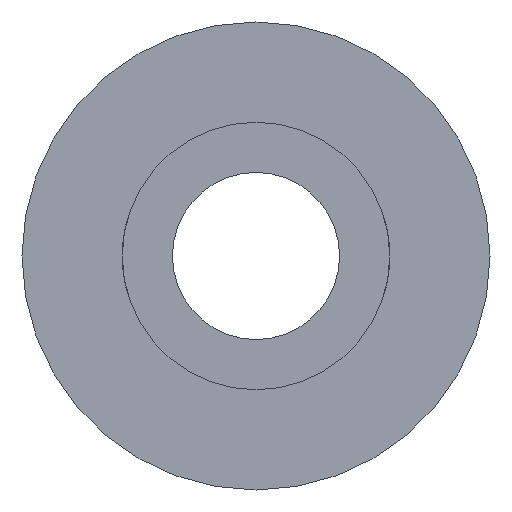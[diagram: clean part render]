
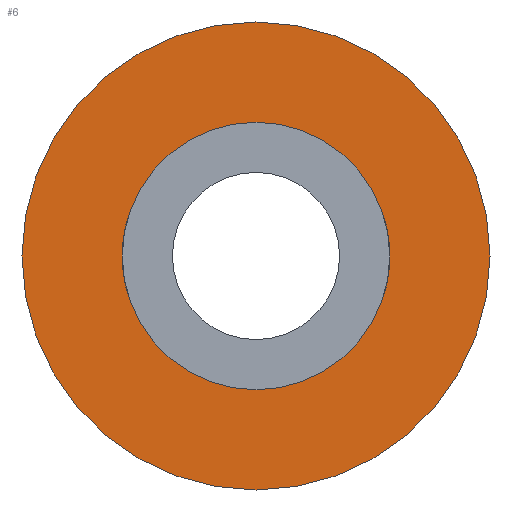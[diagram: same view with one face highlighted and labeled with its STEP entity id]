
A CAD part, left-side view. The second image highlights one B-rep face of the part: STEP entity #6.
In plain terms, the highlighted planar face has unit normal (-1, 0, 0).
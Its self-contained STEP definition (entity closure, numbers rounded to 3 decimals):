
#6 = ADVANCED_FACE ( 'NONE', ( #563, #540 ), #422, .T. ) ;
#14 = DIRECTION ( 'NONE',  ( -1., 0., 0. ) ) ;
#16 = DIRECTION ( 'NONE',  ( 0., 0., 1. ) ) ;
#60 = AXIS2_PLACEMENT_3D ( 'NONE', #276, #512, #16 ) ;
#66 = CARTESIAN_POINT ( 'NONE',  ( -2., 0., -7. ) ) ;
#73 = CARTESIAN_POINT ( 'NONE',  ( -2., 0., 0. ) ) ;
#91 = AXIS2_PLACEMENT_3D ( 'NONE', #73, #124, #439 ) ;
#93 = VERTEX_POINT ( 'NONE', #464 ) ;
#107 = DIRECTION ( 'NONE',  ( -1., 0., 0. ) ) ;
#124 = DIRECTION ( 'NONE',  ( -1., 0., 0. ) ) ;
#175 = EDGE_CURVE ( 'NONE', #345, #582, #438, .T. ) ;
#179 = ORIENTED_EDGE ( 'NONE', *, *, #531, .F. ) ;
#186 = CIRCLE ( 'NONE', #578, 4. ) ;
#198 = CARTESIAN_POINT ( 'NONE',  ( -2., 0., 7. ) ) ;
#229 = CARTESIAN_POINT ( 'NONE',  ( -2., 0., -4. ) ) ;
#230 = DIRECTION ( 'NONE',  ( 0., 0., -1. ) ) ;
#245 = EDGE_CURVE ( 'NONE', #582, #345, #328, .T. ) ;
#273 = CARTESIAN_POINT ( 'NONE',  ( -2., 0., 0. ) ) ;
#276 = CARTESIAN_POINT ( 'NONE',  ( -2., 4., 0. ) ) ;
#278 = EDGE_LOOP ( 'NONE', ( #455, #179 ) ) ;
#307 = EDGE_CURVE ( 'NONE', #450, #93, #186, .T. ) ;
#324 = CARTESIAN_POINT ( 'NONE',  ( -2., 0., 0. ) ) ;
#328 = CIRCLE ( 'NONE', #479, 7. ) ;
#345 = VERTEX_POINT ( 'NONE', #198 ) ;
#356 = CIRCLE ( 'NONE', #472, 4. ) ;
#422 = PLANE ( 'NONE',  #60 ) ;
#427 = DIRECTION ( 'NONE',  ( 0., 0., -1. ) ) ;
#438 = CIRCLE ( 'NONE', #91, 7. ) ;
#439 = DIRECTION ( 'NONE',  ( 0., 0., -1. ) ) ;
#450 = VERTEX_POINT ( 'NONE', #229 ) ;
#451 = EDGE_LOOP ( 'NONE', ( #542, #510 ) ) ;
#455 = ORIENTED_EDGE ( 'NONE', *, *, #307, .F. ) ;
#463 = CARTESIAN_POINT ( 'NONE',  ( -2., 0., 0. ) ) ;
#464 = CARTESIAN_POINT ( 'NONE',  ( -2., 0., 4. ) ) ;
#472 = AXIS2_PLACEMENT_3D ( 'NONE', #273, #14, #516 ) ;
#479 = AXIS2_PLACEMENT_3D ( 'NONE', #324, #107, #427 ) ;
#510 = ORIENTED_EDGE ( 'NONE', *, *, #175, .T. ) ;
#512 = DIRECTION ( 'NONE',  ( -1., 0., 0. ) ) ;
#516 = DIRECTION ( 'NONE',  ( 0., 0., -1. ) ) ;
#518 = DIRECTION ( 'NONE',  ( -1., 0., 0. ) ) ;
#531 = EDGE_CURVE ( 'NONE', #93, #450, #356, .T. ) ;
#540 = FACE_BOUND ( 'NONE', #278, .T. ) ;
#542 = ORIENTED_EDGE ( 'NONE', *, *, #245, .T. ) ;
#563 = FACE_OUTER_BOUND ( 'NONE', #451, .T. ) ;
#578 = AXIS2_PLACEMENT_3D ( 'NONE', #463, #518, #230 ) ;
#582 = VERTEX_POINT ( 'NONE', #66 ) ;
